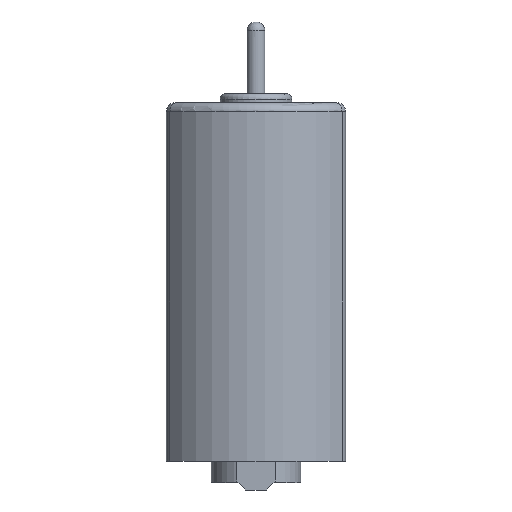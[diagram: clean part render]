
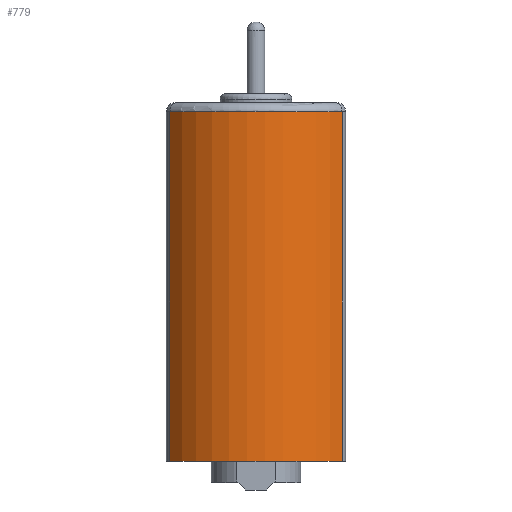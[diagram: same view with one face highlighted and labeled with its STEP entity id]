
A CAD part, left-side view. The second image highlights one B-rep face of the part: STEP entity #779.
In plain terms, the highlighted cylindrical face has radius 6 mm (diameter 12 mm), a partial arc.
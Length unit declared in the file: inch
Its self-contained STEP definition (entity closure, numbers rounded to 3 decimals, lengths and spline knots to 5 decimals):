
#60=LINE('',#1292,#116);
#81=LINE('',#1340,#137);
#116=VECTOR('',#1015,0.76772);
#137=VECTOR('',#1054,0.76772);
#174=CYLINDRICAL_SURFACE('',#886,0.23622);
#204=FACE_OUTER_BOUND('',#250,.T.);
#250=EDGE_LOOP('',(#643,#644,#645,#646));
#318=CIRCLE('',#885,0.23622);
#319=CIRCLE('',#887,0.23622);
#368=VERTEX_POINT('',#1289);
#369=VERTEX_POINT('',#1291);
#386=VERTEX_POINT('',#1338);
#387=VERTEX_POINT('',#1339);
#453=EDGE_CURVE('',#369,#368,#60,.T.);
#475=EDGE_CURVE('',#386,#387,#81,.T.);
#492=EDGE_CURVE('',#368,#386,#318,.T.);
#493=EDGE_CURVE('',#387,#369,#319,.T.);
#643=ORIENTED_EDGE('',*,*,#453,.T.);
#644=ORIENTED_EDGE('',*,*,#492,.T.);
#645=ORIENTED_EDGE('',*,*,#475,.T.);
#646=ORIENTED_EDGE('',*,*,#493,.T.);
#779=ADVANCED_FACE('',(#204),#174,.T.);
#885=AXIS2_PLACEMENT_3D('',#1472,#1086,#1087);
#886=AXIS2_PLACEMENT_3D('',#1473,#1088,#1089);
#887=AXIS2_PLACEMENT_3D('',#1474,#1090,#1091);
#1015=DIRECTION('',(0.,0.,1.));
#1054=DIRECTION('',(0.,0.,-1.));
#1086=DIRECTION('center_axis',(0.,0.,-1.));
#1087=DIRECTION('ref_axis',(1.,0.,0.));
#1088=DIRECTION('center_axis',(0.,0.,1.));
#1089=DIRECTION('ref_axis',(-1.,0.,0.));
#1090=DIRECTION('center_axis',(0.,0.,1.));
#1091=DIRECTION('ref_axis',(1.,0.,0.));
#1289=CARTESIAN_POINT('',(-0.14173,-0.18898,0.76772));
#1291=CARTESIAN_POINT('',(-0.14173,-0.18898,0.));
#1292=CARTESIAN_POINT('',(-0.14173,-0.18898,0.));
#1338=CARTESIAN_POINT('',(-0.14173,0.18898,0.76772));
#1339=CARTESIAN_POINT('',(-0.14173,0.18898,0.));
#1340=CARTESIAN_POINT('',(-0.14173,0.18898,0.76772));
#1472=CARTESIAN_POINT('Origin',(0.,0.,0.76772));
#1473=CARTESIAN_POINT('Origin',(0.,0.,0.));
#1474=CARTESIAN_POINT('Origin',(0.,0.,0.));
